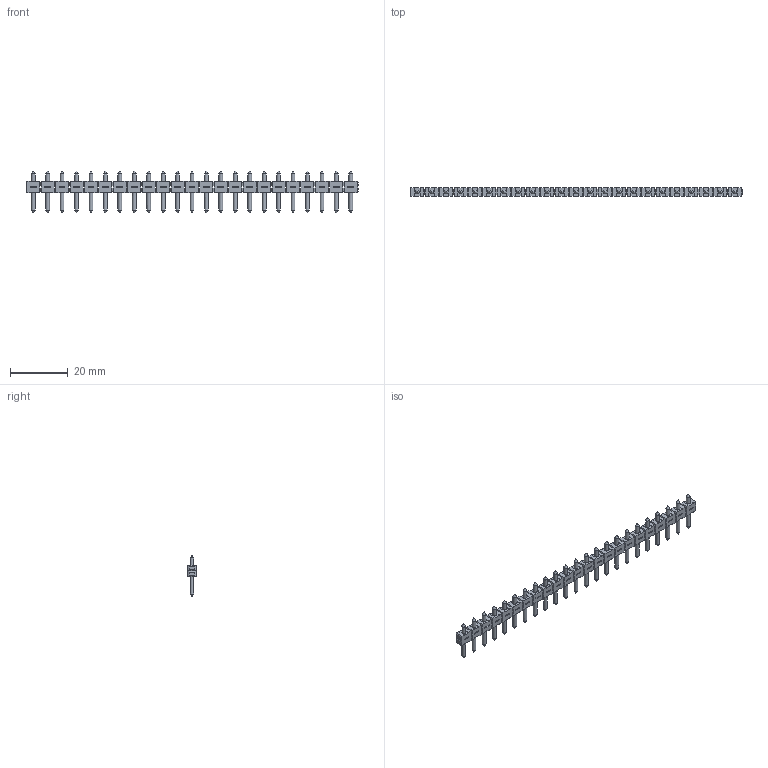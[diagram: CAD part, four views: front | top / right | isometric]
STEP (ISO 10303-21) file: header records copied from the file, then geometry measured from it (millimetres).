
FILE_DESCRIPTION(('STEP AP214'),'1');
FILE_NAME('PVSD23-5.stp','2018-11-21T09:41:47',(' '),(' '),'Spatial InterOp 3D',' ',' ');
FILE_SCHEMA(('AUTOMOTIVE_DESIGN { 1 0 10303 214 1 1 1 1 }'));
Length unit declared in the file: metre
Products named in the file (1): 1
Bounding box: 115 x 2.8 x 14.5 mm (x, y, z)
Volume: 1441.7 mm3; surface area: 2956.2 mm2
Topology: 1 solids, 1 shells, 855 faces, 2193 edges, 1296 vertices
Faces by surface type: plane 740, cylinder 69, cone 46
Full cylindrical faces by diameter (mm): 1.3 x69
Entity records: 30337 total; most frequent: CARTESIAN_POINT 4000, ORIENTED_EDGE 3880, DIRECTION 3790, EDGE_CURVE 1940, LINE 1802, VECTOR 1802, VERTEX_POINT 1204, EDGE_LOOP 1062
